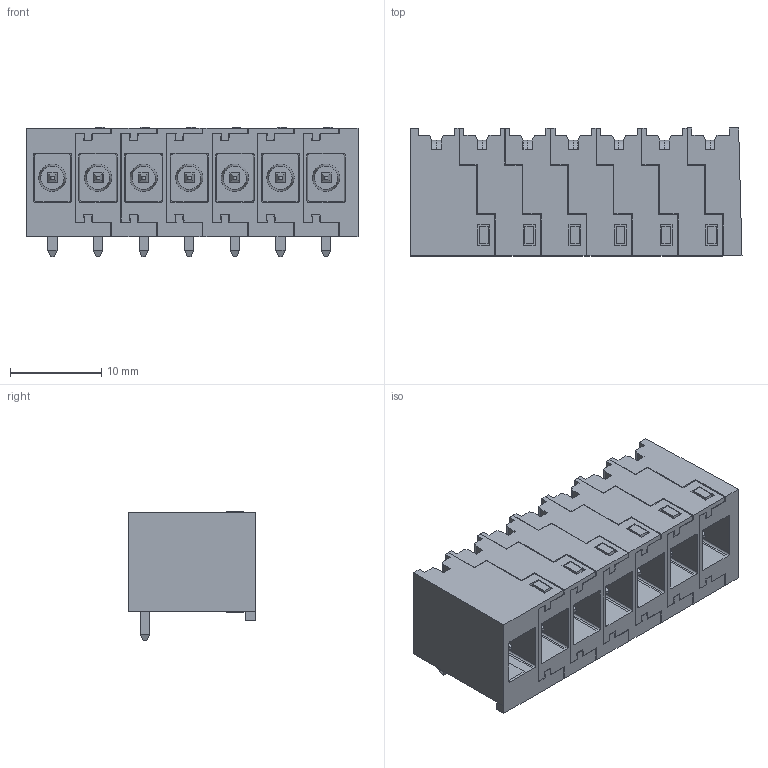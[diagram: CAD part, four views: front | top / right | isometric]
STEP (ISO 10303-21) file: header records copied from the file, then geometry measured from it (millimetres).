
FILE_DESCRIPTION(('CATIA V5 STEP Exchange','CAx-IF Rec.Pracs.--- Model Styling and Organization---1.4--- 2014-01-23'),'2;1');
FILE_NAME ('1328617-2_0_8000072510_8000072510.stp','2021-04-07T10:24:05+00:00',('none'),('Weidmueller'),'CATIA Version 5-6 Release 2016 SP3 HF44','CATIA V5 STEP AP214','none');
FILE_SCHEMA(('AUTOMOTIVE_DESIGN { 1 0 10303 214 1 1 1 1 }'));
Length unit declared in the file: millimetre
Products named in the file (1): 8000072510
Bounding box: 36.4 x 14.02 x 14.18 mm (x, y, z)
Volume: 3866.6 mm3; surface area: 7405.8 mm2
Topology: 14 solids, 14 shells, 757 faces, 2081 edges, 1365 vertices
Faces by surface type: plane 673, cylinder 42, revolution 28, cone 14
Entity records: 23414 total; most frequent: CARTESIAN_POINT 5019, ORIENTED_EDGE 4162, DIRECTION 2796, EDGE_CURVE 2081, VECTOR 1906, LINE 1906, VERTEX_POINT 1365, EDGE_LOOP 808
